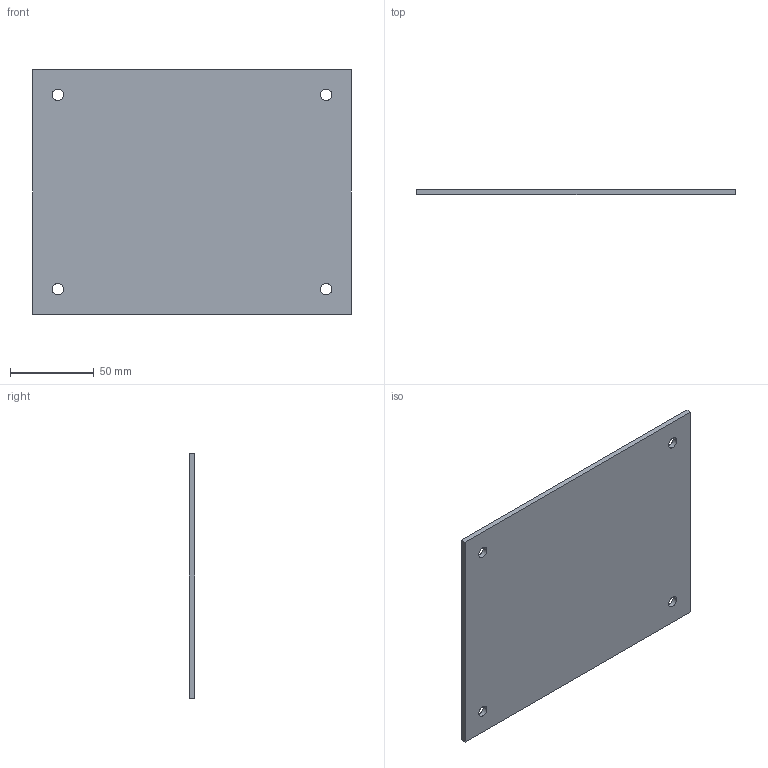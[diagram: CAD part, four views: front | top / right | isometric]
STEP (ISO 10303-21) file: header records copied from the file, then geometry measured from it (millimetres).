
FILE_DESCRIPTION((''),'2;1');
FILE_NAME('T-00915_ASM','2022-10-20T10:15:40',('letterg'),(''),'CREO PARAMETRIC BY PTC INC, 2022024','CREO PARAMETRIC BY PTC INC, 2022024','');
FILE_SCHEMA(('AUTOMOTIVE_DESIGN { 1 0 10303 214 1 1 1 1 }'));
Length unit declared in the file: millimetre
Products named in the file (2): T-00574; T-00915_ASM
Assembly tree (1 placements, depth 2):
  T-00915_ASM
    T-00574
Bounding box: 190 x 3 x 146 mm (x, y, z)
Volume: 82784.2 mm3; surface area: 57461.8 mm2
Topology: 1 solids, 1 shells, 14 faces, 36 edges, 24 vertices
Faces by surface type: cylinder 8, plane 6
Entity records: 756 total; most frequent: COLOUR_RGB 214, DIRECTION 86, CARTESIAN_POINT 81, ORIENTED_EDGE 72, EDGE_CURVE 36, AXIS2_PLACEMENT_3D 33, VERTEX_POINT 24, EDGE_LOOP 22
